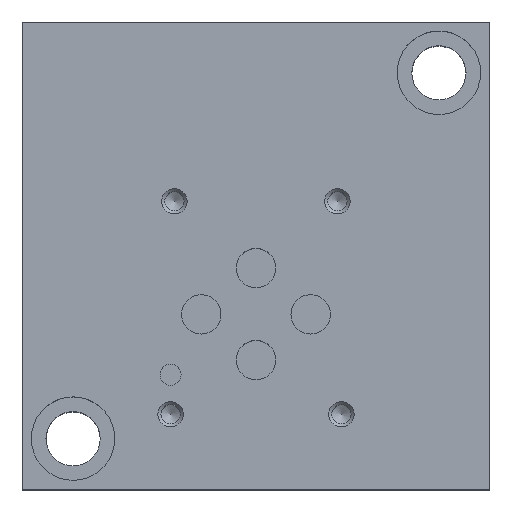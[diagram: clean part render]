
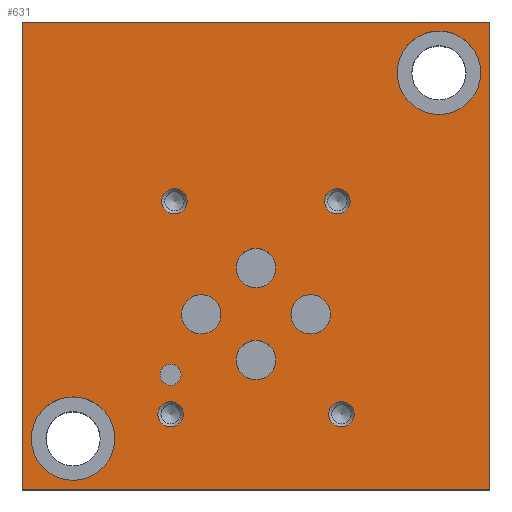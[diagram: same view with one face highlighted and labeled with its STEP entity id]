
A CAD part, top view. The second image highlights one B-rep face of the part: STEP entity #631.
In plain terms, the highlighted planar face has unit normal (0, 0, 1).
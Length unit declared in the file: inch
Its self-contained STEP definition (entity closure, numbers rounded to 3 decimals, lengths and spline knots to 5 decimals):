
#631 = ADVANCED_FACE( '', ( #1381, #1382, #1383, #1384, #1385, #1386, #1387, #1388, #1389, #1390, #1391, #1392 ), #1393, .F. );
#1381 = FACE_BOUND( '', #2205, .T. );
#1382 = FACE_BOUND( '', #2206, .T. );
#1383 = FACE_BOUND( '', #2207, .T. );
#1384 = FACE_BOUND( '', #2208, .T. );
#1385 = FACE_BOUND( '', #2209, .T. );
#1386 = FACE_BOUND( '', #2210, .T. );
#1387 = FACE_BOUND( '', #2211, .T. );
#1388 = FACE_BOUND( '', #2212, .T. );
#1389 = FACE_BOUND( '', #2213, .T. );
#1390 = FACE_BOUND( '', #2214, .T. );
#1391 = FACE_BOUND( '', #2215, .T. );
#1392 = FACE_OUTER_BOUND( '', #2216, .T. );
#1393 = PLANE( '', #2217 );
#2205 = EDGE_LOOP( '', ( #4019 ) );
#2206 = EDGE_LOOP( '', ( #4020 ) );
#2207 = EDGE_LOOP( '', ( #4021 ) );
#2208 = EDGE_LOOP( '', ( #4022 ) );
#2209 = EDGE_LOOP( '', ( #4023 ) );
#2210 = EDGE_LOOP( '', ( #4024 ) );
#2211 = EDGE_LOOP( '', ( #4025 ) );
#2212 = EDGE_LOOP( '', ( #4026 ) );
#2213 = EDGE_LOOP( '', ( #4027 ) );
#2214 = EDGE_LOOP( '', ( #4028 ) );
#2215 = EDGE_LOOP( '', ( #4029 ) );
#2216 = EDGE_LOOP( '', ( #4030, #4031, #4032, #4033 ) );
#2217 = AXIS2_PLACEMENT_3D( '', #4034, #4035, #4036 );
#4019 = ORIENTED_EDGE( '', *, *, #4537, .T. );
#4020 = ORIENTED_EDGE( '', *, *, #5147, .T. );
#4021 = ORIENTED_EDGE( '', *, *, #4981, .F. );
#4022 = ORIENTED_EDGE( '', *, *, #4928, .F. );
#4023 = ORIENTED_EDGE( '', *, *, #4779, .F. );
#4024 = ORIENTED_EDGE( '', *, *, #5178, .F. );
#4025 = ORIENTED_EDGE( '', *, *, #4826, .F. );
#4026 = ORIENTED_EDGE( '', *, *, #4829, .F. );
#4027 = ORIENTED_EDGE( '', *, *, #4804, .F. );
#4028 = ORIENTED_EDGE( '', *, *, #5253, .F. );
#4029 = ORIENTED_EDGE( '', *, *, #4918, .F. );
#4030 = ORIENTED_EDGE( '', *, *, #5189, .T. );
#4031 = ORIENTED_EDGE( '', *, *, #4884, .F. );
#4032 = ORIENTED_EDGE( '', *, *, #5098, .F. );
#4033 = ORIENTED_EDGE( '', *, *, #5254, .T. );
#4034 = CARTESIAN_POINT( '', ( 3.5, 3.5, 3. ) );
#4035 = DIRECTION( '', ( 0., 0., -1. ) );
#4036 = DIRECTION( '', ( -1., 0., 0. ) );
#4537 = EDGE_CURVE( '', #5367, #5367, #5368, .T. );
#4779 = EDGE_CURVE( '', #5779, #5779, #5780, .T. );
#4804 = EDGE_CURVE( '', #5816, #5816, #5817, .T. );
#4826 = EDGE_CURVE( '', #5854, #5854, #5855, .T. );
#4829 = EDGE_CURVE( '', #5859, #5859, #5860, .T. );
#4884 = EDGE_CURVE( '', #5947, #5942, #5949, .T. );
#4918 = EDGE_CURVE( '', #5996, #5996, #5997, .T. );
#4928 = EDGE_CURVE( '', #6013, #6013, #6014, .T. );
#4981 = EDGE_CURVE( '', #6090, #6090, #6091, .T. );
#5098 = EDGE_CURVE( '', #6262, #5947, #6264, .T. );
#5147 = EDGE_CURVE( '', #6322, #6322, #6323, .T. );
#5178 = EDGE_CURVE( '', #6362, #6362, #6363, .T. );
#5189 = EDGE_CURVE( '', #6375, #5942, #6378, .T. );
#5253 = EDGE_CURVE( '', #6453, #6453, #6454, .T. );
#5254 = EDGE_CURVE( '', #6262, #6375, #6455, .T. );
#5367 = VERTEX_POINT( '', #6578 );
#5368 = CIRCLE( '', #6579, 0.3125 );
#5779 = VERTEX_POINT( '', #7153 );
#5780 = CIRCLE( '', #7154, 0.095 );
#5816 = VERTEX_POINT( '', #7203 );
#5817 = CIRCLE( '', #7204, 0.1475 );
#5854 = VERTEX_POINT( '', #7256 );
#5855 = CIRCLE( '', #7257, 0.079 );
#5859 = VERTEX_POINT( '', #7261 );
#5860 = CIRCLE( '', #7262, 0.1475 );
#5942 = VERTEX_POINT( '', #7384 );
#5947 = VERTEX_POINT( '', #7391 );
#5949 = LINE( '', #7394, #7395 );
#5996 = VERTEX_POINT( '', #7462 );
#5997 = CIRCLE( '', #7463, 0.1475 );
#6013 = VERTEX_POINT( '', #7481 );
#6014 = CIRCLE( '', #7482, 0.095 );
#6090 = VERTEX_POINT( '', #7586 );
#6091 = CIRCLE( '', #7587, 0.095 );
#6262 = VERTEX_POINT( '', #7929 );
#6264 = LINE( '', #7932, #7933 );
#6322 = VERTEX_POINT( '', #8018 );
#6323 = CIRCLE( '', #8019, 0.3125 );
#6362 = VERTEX_POINT( '', #8067 );
#6363 = CIRCLE( '', #8068, 0.095 );
#6375 = VERTEX_POINT( '', #8086 );
#6378 = LINE( '', #8091, #8092 );
#6453 = VERTEX_POINT( '', #8190 );
#6454 = CIRCLE( '', #8191, 0.1475 );
#6455 = LINE( '', #8192, #8193 );
#6578 = CARTESIAN_POINT( '', ( 2.8075, 3.12, 3. ) );
#6579 = AXIS2_PLACEMENT_3D( '', #8320, #8321, #8322 );
#7153 = CARTESIAN_POINT( '', ( 2.485, 0.562, 3. ) );
#7154 = AXIS2_PLACEMENT_3D( '', #8603, #8604, #8605 );
#7203 = CARTESIAN_POINT( '', ( 1.8975, 1.657, 3. ) );
#7204 = AXIS2_PLACEMENT_3D( '', #8634, #8635, #8636 );
#7256 = CARTESIAN_POINT( '', ( 1.189, 0.858, 3. ) );
#7257 = AXIS2_PLACEMENT_3D( '', #8655, #8656, #8657 );
#7261 = CARTESIAN_POINT( '', ( 1.8975, 0.968, 3. ) );
#7262 = AXIS2_PLACEMENT_3D( '', #8661, #8662, #8663 );
#7384 = CARTESIAN_POINT( '', ( 0., 0., 3. ) );
#7391 = CARTESIAN_POINT( '', ( 3.5, 0., 3. ) );
#7394 = CARTESIAN_POINT( '', ( 3.5, 0., 3. ) );
#7395 = VECTOR( '', #8718, 39.37008 );
#7462 = CARTESIAN_POINT( '', ( 1.4875, 1.31, 3. ) );
#7463 = AXIS2_PLACEMENT_3D( '', #8751, #8752, #8753 );
#7481 = CARTESIAN_POINT( '', ( 1.205, 0.562, 3. ) );
#7482 = AXIS2_PLACEMENT_3D( '', #8768, #8769, #8770 );
#7586 = CARTESIAN_POINT( '', ( 1.234, 2.157, 3. ) );
#7587 = AXIS2_PLACEMENT_3D( '', #8829, #8830, #8831 );
#7929 = CARTESIAN_POINT( '', ( 3.5, 3.5, 3. ) );
#7932 = CARTESIAN_POINT( '', ( 3.5, 3.5, 3. ) );
#7933 = VECTOR( '', #8969, 39.37008 );
#8018 = CARTESIAN_POINT( '', ( 0.0675, 0.38, 3. ) );
#8019 = AXIS2_PLACEMENT_3D( '', #9003, #9004, #9005 );
#8067 = CARTESIAN_POINT( '', ( 2.455, 2.157, 3. ) );
#8068 = AXIS2_PLACEMENT_3D( '', #9030, #9031, #9032 );
#8086 = CARTESIAN_POINT( '', ( 0., 3.5, 3. ) );
#8091 = CARTESIAN_POINT( '', ( 0., 3.5, 3. ) );
#8092 = VECTOR( '', #9044, 39.37008 );
#8190 = CARTESIAN_POINT( '', ( 2.3065, 1.31, 3. ) );
#8191 = AXIS2_PLACEMENT_3D( '', #9104, #9105, #9106 );
#8192 = CARTESIAN_POINT( '', ( 3.5, 3.5, 3. ) );
#8193 = VECTOR( '', #9107, 39.37008 );
#8320 = CARTESIAN_POINT( '', ( 3.12, 3.12, 3. ) );
#8321 = DIRECTION( '', ( 0., 0., -1. ) );
#8322 = DIRECTION( '', ( -1., 0., 0. ) );
#8603 = CARTESIAN_POINT( '', ( 2.39, 0.562, 3. ) );
#8604 = DIRECTION( '', ( 0., 0., 1. ) );
#8605 = DIRECTION( '', ( 1., 0., 0. ) );
#8634 = CARTESIAN_POINT( '', ( 1.75, 1.657, 3. ) );
#8635 = DIRECTION( '', ( 0., 0., 1. ) );
#8636 = DIRECTION( '', ( 1., 0., 0. ) );
#8655 = CARTESIAN_POINT( '', ( 1.11, 0.858, 3. ) );
#8656 = DIRECTION( '', ( 0., 0., 1. ) );
#8657 = DIRECTION( '', ( 1., 0., 0. ) );
#8661 = CARTESIAN_POINT( '', ( 1.75, 0.968, 3. ) );
#8662 = DIRECTION( '', ( 0., 0., 1. ) );
#8663 = DIRECTION( '', ( 1., 0., 0. ) );
#8718 = DIRECTION( '', ( -1., 0., 0. ) );
#8751 = CARTESIAN_POINT( '', ( 1.34, 1.31, 3. ) );
#8752 = DIRECTION( '', ( 0., 0., 1. ) );
#8753 = DIRECTION( '', ( 1., 0., 0. ) );
#8768 = CARTESIAN_POINT( '', ( 1.11, 0.562, 3. ) );
#8769 = DIRECTION( '', ( 0., 0., 1. ) );
#8770 = DIRECTION( '', ( 1., 0., 0. ) );
#8829 = CARTESIAN_POINT( '', ( 1.139, 2.157, 3. ) );
#8830 = DIRECTION( '', ( 0., 0., 1. ) );
#8831 = DIRECTION( '', ( 1., 0., 0. ) );
#8969 = DIRECTION( '', ( 0., -1., 0. ) );
#9003 = CARTESIAN_POINT( '', ( 0.38, 0.38, 3. ) );
#9004 = DIRECTION( '', ( 0., 0., -1. ) );
#9005 = DIRECTION( '', ( -1., 0., 0. ) );
#9030 = CARTESIAN_POINT( '', ( 2.36, 2.157, 3. ) );
#9031 = DIRECTION( '', ( 0., 0., 1. ) );
#9032 = DIRECTION( '', ( 1., 0., 0. ) );
#9044 = DIRECTION( '', ( 0., -1., 0. ) );
#9104 = CARTESIAN_POINT( '', ( 2.159, 1.31, 3. ) );
#9105 = DIRECTION( '', ( 0., 0., 1. ) );
#9106 = DIRECTION( '', ( 1., 0., 0. ) );
#9107 = DIRECTION( '', ( -1., 0., 0. ) );
